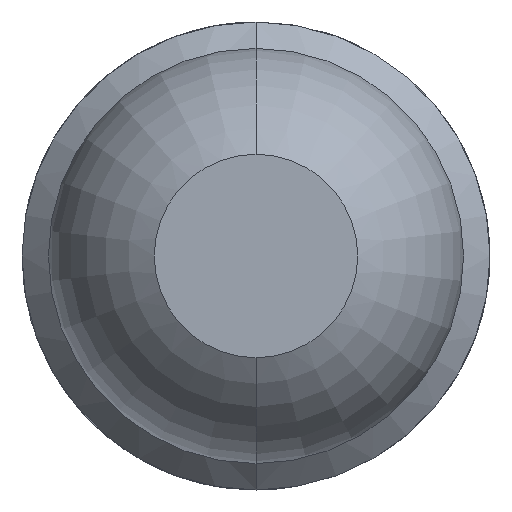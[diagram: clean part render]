
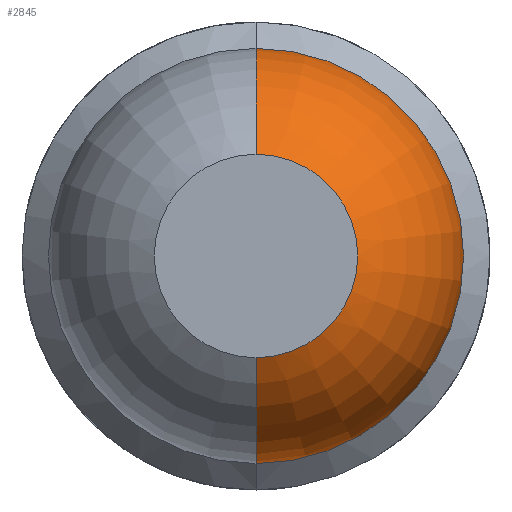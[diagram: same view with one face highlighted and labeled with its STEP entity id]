
A CAD part, front view. The second image highlights one B-rep face of the part: STEP entity #2845.
In plain terms, the highlighted toroidal (fillet/blend) face has major radius 0.01 mm and minor radius 0.5 mm.
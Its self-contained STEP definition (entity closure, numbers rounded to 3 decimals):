
#123 = EDGE_CURVE ( 'NONE', #2775, #3610, #1519, .T. ) ;
#257 = EDGE_CURVE ( 'Defeature ausgef�hrt1_0+Defeature ausgef�hrt1_13+Defeature ausgef�hrt1_13+Defeature ausgef�hrt1_13', #731, #3610, #1799, .T. ) ;
#324 = DIRECTION ( 'NONE',  ( 0., 0., -1. ) ) ;
#335 = FACE_OUTER_BOUND ( 'NONE', #1202, .T. ) ;
#467 = DIRECTION ( 'NONE',  ( 0., 0., -1. ) ) ;
#604 = CARTESIAN_POINT ( 'NONE',  ( 0., -25.4, 0.25 ) ) ;
#680 = VERTEX_POINT ( 'NONE', #939 ) ;
#709 = DIRECTION ( 'NONE',  ( 0., 0., 1. ) ) ;
#731 = VERTEX_POINT ( 'NONE', #604 ) ;
#759 = CARTESIAN_POINT ( 'NONE',  ( 0., -24.961, 0. ) ) ;
#854 = DIRECTION ( 'NONE',  ( 0., 0., 1. ) ) ;
#896 = AXIS2_PLACEMENT_3D ( 'NONE', #1677, #1692, #854 ) ;
#939 = CARTESIAN_POINT ( 'NONE',  ( 0., -24.961, 0.51 ) ) ;
#955 = DIRECTION ( 'NONE',  ( 0., 0., -1. ) ) ;
#976 = ORIENTED_EDGE ( 'NONE', *, *, #257, .T. ) ;
#1085 = AXIS2_PLACEMENT_3D ( 'NONE', #2718, #1309, #709 ) ;
#1201 = DIRECTION ( 'NONE',  ( 1., 0., 0. ) ) ;
#1202 = EDGE_LOOP ( 'NONE', ( #3389, #1634, #976, #2572 ) ) ;
#1207 = AXIS2_PLACEMENT_3D ( 'NONE', #759, #2789, #467 ) ;
#1309 = DIRECTION ( 'NONE',  ( 0., 1., 0. ) ) ;
#1519 = CIRCLE ( 'NONE', #896, 0.5 ) ;
#1634 = ORIENTED_EDGE ( 'NONE', *, *, #2880, .T. ) ;
#1677 = CARTESIAN_POINT ( 'NONE',  ( 0., -24.961, -0.01 ) ) ;
#1692 = DIRECTION ( 'NONE',  ( -1., 0., 0. ) ) ;
#1799 = CIRCLE ( 'NONE', #1085, 0.25 ) ;
#1902 = AXIS2_PLACEMENT_3D ( 'NONE', #2941, #1201, #955 ) ;
#1909 = EDGE_CURVE ( 'Defeature ausgef�hrt1_0+Defeature ausgef�hrt1_6+Defeature ausgef�hrt1_6+Defeature ausgef�hrt1_6', #2775, #680, #3315, .T. ) ;
#1916 = CIRCLE ( 'NONE', #1902, 0.5 ) ;
#2020 = CARTESIAN_POINT ( 'NONE',  ( 0., -25.4, -0.25 ) ) ;
#2386 = CARTESIAN_POINT ( 'NONE',  ( 0., -24.961, 0. ) ) ;
#2572 = ORIENTED_EDGE ( 'NONE', *, *, #123, .F. ) ;
#2677 = DIRECTION ( 'NONE',  ( 0., -1., 0. ) ) ;
#2718 = CARTESIAN_POINT ( 'NONE',  ( 0., -25.4, 0. ) ) ;
#2775 = VERTEX_POINT ( 'NONE', #3488 ) ;
#2789 = DIRECTION ( 'NONE',  ( 0., -1., 0. ) ) ;
#2845 = ADVANCED_FACE ( 'Defeature ausgef�hrt1_0', ( #335 ), #3583, .T. ) ;
#2880 = EDGE_CURVE ( 'NONE', #680, #731, #1916, .T. ) ;
#2941 = CARTESIAN_POINT ( 'NONE',  ( 0., -24.961, 0.01 ) ) ;
#3179 = AXIS2_PLACEMENT_3D ( 'NONE', #2386, #2677, #324 ) ;
#3315 = CIRCLE ( 'NONE', #1207, 0.51 ) ;
#3389 = ORIENTED_EDGE ( 'NONE', *, *, #1909, .T. ) ;
#3488 = CARTESIAN_POINT ( 'NONE',  ( 0., -24.961, -0.51 ) ) ;
#3583 = TOROIDAL_SURFACE ( 'NONE', #3179, 0.01, 0.5 ) ;
#3610 = VERTEX_POINT ( 'NONE', #2020 ) ;
